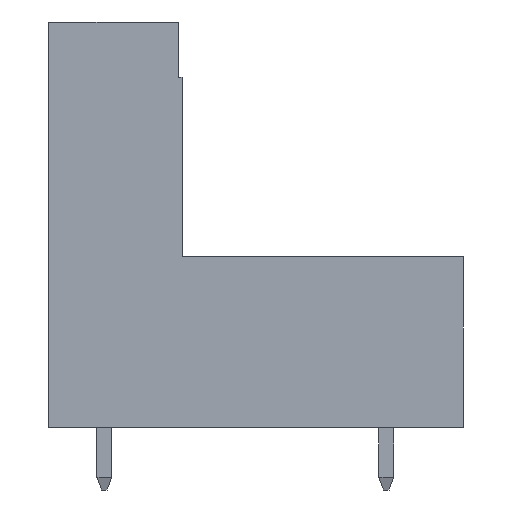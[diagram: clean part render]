
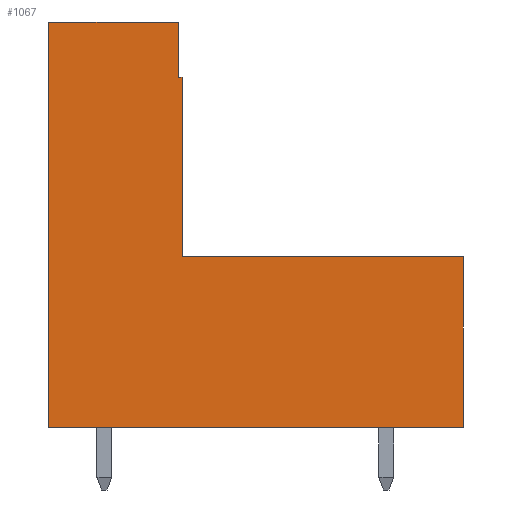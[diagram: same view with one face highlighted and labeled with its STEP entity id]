
A CAD part, left-side view. The second image highlights one B-rep face of the part: STEP entity #1067.
In plain terms, the highlighted planar face has unit normal (-1, 0, 0).
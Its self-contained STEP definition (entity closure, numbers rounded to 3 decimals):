
#1067 = ADVANCED_FACE( '', ( #2348 ), #2349, .T. );
#2348 = FACE_OUTER_BOUND( '', #3896, .T. );
#2349 = PLANE( '', #3897 );
#3896 = EDGE_LOOP( '', ( #6726, #6727, #6728, #6729, #6730, #6731, #6732, #6733 ) );
#3897 = AXIS2_PLACEMENT_3D( '', #6734, #6735, #6736 );
#6726 = ORIENTED_EDGE( '', *, *, #9602, .F. );
#6727 = ORIENTED_EDGE( '', *, *, #10550, .F. );
#6728 = ORIENTED_EDGE( '', *, *, #10430, .T. );
#6729 = ORIENTED_EDGE( '', *, *, #10551, .T. );
#6730 = ORIENTED_EDGE( '', *, *, #10552, .T. );
#6731 = ORIENTED_EDGE( '', *, *, #10553, .T. );
#6732 = ORIENTED_EDGE( '', *, *, #10554, .T. );
#6733 = ORIENTED_EDGE( '', *, *, #10156, .T. );
#6734 = CARTESIAN_POINT( '', ( -8.015, 0., 0. ) );
#6735 = DIRECTION( '', ( -1., 0., 0. ) );
#6736 = DIRECTION( '', ( 0., 0., 1. ) );
#9602 = EDGE_CURVE( '', #11557, #11559, #11560, .T. );
#10156 = EDGE_CURVE( '', #12493, #11559, #12496, .T. );
#10430 = EDGE_CURVE( '', #12917, #12918, #12919, .T. );
#10550 = EDGE_CURVE( '', #12917, #11557, #13094, .T. );
#10551 = EDGE_CURVE( '', #12918, #13095, #13096, .T. );
#10552 = EDGE_CURVE( '', #13095, #13097, #13098, .T. );
#10553 = EDGE_CURVE( '', #13097, #13099, #13100, .T. );
#10554 = EDGE_CURVE( '', #13099, #12493, #13101, .T. );
#11557 = VERTEX_POINT( '', #14388 );
#11559 = VERTEX_POINT( '', #14391 );
#11560 = LINE( '', #14392, #14393 );
#12493 = VERTEX_POINT( '', #15761 );
#12496 = LINE( '', #15766, #15767 );
#12917 = VERTEX_POINT( '', #16404 );
#12918 = VERTEX_POINT( '', #16405 );
#12919 = LINE( '', #16406, #16407 );
#13094 = LINE( '', #16671, #16672 );
#13095 = VERTEX_POINT( '', #16673 );
#13096 = LINE( '', #16674, #16675 );
#13097 = VERTEX_POINT( '', #16676 );
#13098 = LINE( '', #16677, #16678 );
#13099 = VERTEX_POINT( '', #16679 );
#13100 = LINE( '', #16680, #16681 );
#13101 = LINE( '', #16682, #16683 );
#14388 = CARTESIAN_POINT( '', ( -8.015, 4.2, 14.3 ) );
#14391 = CARTESIAN_POINT( '', ( -8.015, 4., 14.3 ) );
#14392 = CARTESIAN_POINT( '', ( -8.015, 4.2, 14.3 ) );
#14393 = VECTOR( '', #18206, 1000. );
#15761 = CARTESIAN_POINT( '', ( -8.015, 4., 4.6 ) );
#15766 = CARTESIAN_POINT( '', ( -8.015, 4., 4.6 ) );
#15767 = VECTOR( '', #18680, 1000. );
#16404 = CARTESIAN_POINT( '', ( -8.015, 4.2, 17.3 ) );
#16405 = CARTESIAN_POINT( '', ( -8.015, 11.2, 17.3 ) );
#16406 = CARTESIAN_POINT( '', ( -8.015, 4., 17.3 ) );
#16407 = VECTOR( '', #18909, 1000. );
#16671 = CARTESIAN_POINT( '', ( -8.015, 4.2, 17.3 ) );
#16672 = VECTOR( '', #19008, 1000. );
#16673 = CARTESIAN_POINT( '', ( -8.015, 11.2, -4.6 ) );
#16674 = CARTESIAN_POINT( '', ( -8.015, 11.2, 17.3 ) );
#16675 = VECTOR( '', #19009, 1000. );
#16676 = CARTESIAN_POINT( '', ( -8.015, -11.2, -4.6 ) );
#16677 = CARTESIAN_POINT( '', ( -8.015, 11.2, -4.6 ) );
#16678 = VECTOR( '', #19010, 1000. );
#16679 = CARTESIAN_POINT( '', ( -8.015, -11.2, 4.6 ) );
#16680 = CARTESIAN_POINT( '', ( -8.015, -11.2, -4.6 ) );
#16681 = VECTOR( '', #19011, 1000. );
#16682 = CARTESIAN_POINT( '', ( -8.015, -11.2, 4.6 ) );
#16683 = VECTOR( '', #19012, 1000. );
#18206 = DIRECTION( '', ( 0., -1., 0. ) );
#18680 = DIRECTION( '', ( 0., 0., 1. ) );
#18909 = DIRECTION( '', ( 0., 1., 0. ) );
#19008 = DIRECTION( '', ( 0., 0., -1. ) );
#19009 = DIRECTION( '', ( 0., 0., -1. ) );
#19010 = DIRECTION( '', ( 0., -1., 0. ) );
#19011 = DIRECTION( '', ( 0., 0., 1. ) );
#19012 = DIRECTION( '', ( 0., 1., 0. ) );
